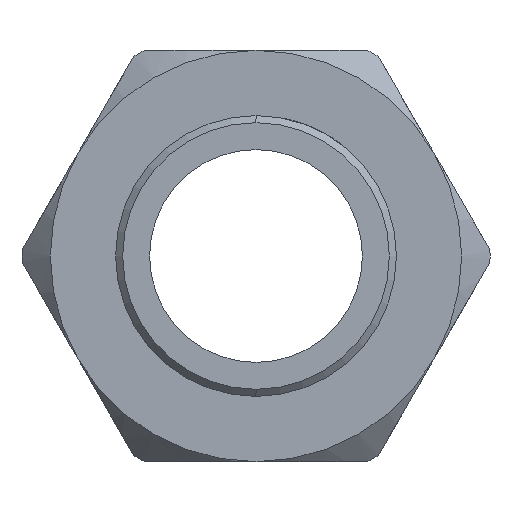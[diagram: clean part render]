
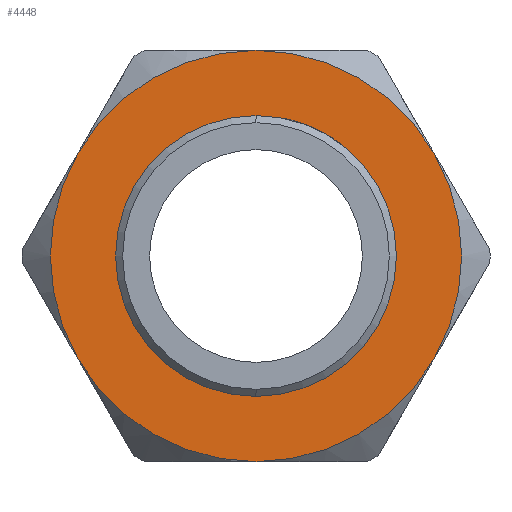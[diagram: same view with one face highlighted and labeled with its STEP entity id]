
A CAD part, left-side view. The second image highlights one B-rep face of the part: STEP entity #4448.
In plain terms, the highlighted planar face has unit normal (-1, 0, 0).
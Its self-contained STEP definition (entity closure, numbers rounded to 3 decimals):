
#90 = DIRECTION ( 'NONE',  ( 1., 0., 0. ) ) ;
#114 = AXIS2_PLACEMENT_3D ( 'NONE', #1484, #2627, #154 ) ;
#154 = DIRECTION ( 'NONE',  ( 0., 0., 1. ) ) ;
#249 = EDGE_CURVE ( 'NONE', #1556, #5229, #1300, .T. ) ;
#251 = ORIENTED_EDGE ( 'NONE', *, *, #3321, .T. ) ;
#285 = DIRECTION ( 'NONE',  ( -1., 0., 0. ) ) ;
#370 = CARTESIAN_POINT ( 'NONE',  ( 21.5, 0., 0. ) ) ;
#464 = AXIS2_PLACEMENT_3D ( 'NONE', #4474, #3005, #2045 ) ;
#512 = FACE_OUTER_BOUND ( 'NONE', #3675, .T. ) ;
#700 = EDGE_CURVE ( 'NONE', #3206, #4896, #3765, .T. ) ;
#899 = ORIENTED_EDGE ( 'NONE', *, *, #926, .T. ) ;
#926 = EDGE_CURVE ( 'NONE', #5147, #3206, #1563, .T. ) ;
#981 = AXIS2_PLACEMENT_3D ( 'NONE', #2131, #90, #1704 ) ;
#986 = ORIENTED_EDGE ( 'NONE', *, *, #3667, .F. ) ;
#1058 = DIRECTION ( 'NONE',  ( 0., 0., 1. ) ) ;
#1152 = AXIS2_PLACEMENT_3D ( 'NONE', #2271, #4411, #5194 ) ;
#1167 = DIRECTION ( 'NONE',  ( 0., 0., 1. ) ) ;
#1244 = CIRCLE ( 'NONE', #1835, 14.5 ) ;
#1300 = CIRCLE ( 'NONE', #114, 9.9 ) ;
#1312 = CARTESIAN_POINT ( 'NONE',  ( 21.5, 0., 14.5 ) ) ;
#1332 = CARTESIAN_POINT ( 'NONE',  ( 21.5, 0., -14.5 ) ) ;
#1334 = CARTESIAN_POINT ( 'NONE',  ( 21.5, 12.557, 7.25 ) ) ;
#1484 = CARTESIAN_POINT ( 'NONE',  ( 21.5, 0., 0. ) ) ;
#1556 = VERTEX_POINT ( 'NONE', #2698 ) ;
#1563 = CIRCLE ( 'NONE', #1653, 14.5 ) ;
#1653 = AXIS2_PLACEMENT_3D ( 'NONE', #4288, #3774, #2264 ) ;
#1661 = CIRCLE ( 'NONE', #2004, 9.9 ) ;
#1702 = VERTEX_POINT ( 'NONE', #1334 ) ;
#1704 = DIRECTION ( 'NONE',  ( 0., 0., -1. ) ) ;
#1835 = AXIS2_PLACEMENT_3D ( 'NONE', #4834, #3077, #1058 ) ;
#2004 = AXIS2_PLACEMENT_3D ( 'NONE', #2144, #3745, #3289 ) ;
#2015 = EDGE_LOOP ( 'NONE', ( #2442, #986 ) ) ;
#2045 = DIRECTION ( 'NONE',  ( 0., 0., 1. ) ) ;
#2048 = CARTESIAN_POINT ( 'NONE',  ( 21.5, 0., -9.9 ) ) ;
#2090 = AXIS2_PLACEMENT_3D ( 'NONE', #5232, #285, #1167 ) ;
#2131 = CARTESIAN_POINT ( 'NONE',  ( 21.5, 0., 0. ) ) ;
#2144 = CARTESIAN_POINT ( 'NONE',  ( 21.5, 0., 0. ) ) ;
#2264 = DIRECTION ( 'NONE',  ( 0., 0., 1. ) ) ;
#2271 = CARTESIAN_POINT ( 'NONE',  ( 21.5, 0., 0. ) ) ;
#2393 = ORIENTED_EDGE ( 'NONE', *, *, #5140, .T. ) ;
#2433 = CIRCLE ( 'NONE', #2090, 14.5 ) ;
#2442 = ORIENTED_EDGE ( 'NONE', *, *, #249, .F. ) ;
#2482 = PLANE ( 'NONE',  #981 ) ;
#2554 = FACE_BOUND ( 'NONE', #2015, .T. ) ;
#2583 = CIRCLE ( 'NONE', #3949, 14.5 ) ;
#2627 = DIRECTION ( 'NONE',  ( -1., 0., 0. ) ) ;
#2698 = CARTESIAN_POINT ( 'NONE',  ( 21.5, 0., 9.9 ) ) ;
#2904 = EDGE_CURVE ( 'NONE', #1702, #5147, #2583, .T. ) ;
#3005 = DIRECTION ( 'NONE',  ( -1., 0., 0. ) ) ;
#3077 = DIRECTION ( 'NONE',  ( -1., 0., 0. ) ) ;
#3206 = VERTEX_POINT ( 'NONE', #1332 ) ;
#3289 = DIRECTION ( 'NONE',  ( 0., 0., 1. ) ) ;
#3313 = CARTESIAN_POINT ( 'NONE',  ( 21.5, -12.557, 7.25 ) ) ;
#3321 = EDGE_CURVE ( 'NONE', #3689, #3942, #3525, .T. ) ;
#3420 = ORIENTED_EDGE ( 'NONE', *, *, #3911, .T. ) ;
#3525 = CIRCLE ( 'NONE', #1152, 14.5 ) ;
#3667 = EDGE_CURVE ( 'NONE', #5229, #1556, #1661, .T. ) ;
#3675 = EDGE_LOOP ( 'NONE', ( #899, #4052, #2393, #251, #3420, #4548 ) ) ;
#3689 = VERTEX_POINT ( 'NONE', #3313 ) ;
#3745 = DIRECTION ( 'NONE',  ( -1., 0., 0. ) ) ;
#3765 = CIRCLE ( 'NONE', #464, 14.5 ) ;
#3774 = DIRECTION ( 'NONE',  ( -1., 0., 0. ) ) ;
#3911 = EDGE_CURVE ( 'NONE', #3942, #1702, #2433, .T. ) ;
#3932 = CARTESIAN_POINT ( 'NONE',  ( 21.5, 12.557, -7.25 ) ) ;
#3942 = VERTEX_POINT ( 'NONE', #1312 ) ;
#3949 = AXIS2_PLACEMENT_3D ( 'NONE', #370, #4446, #4096 ) ;
#4052 = ORIENTED_EDGE ( 'NONE', *, *, #700, .T. ) ;
#4096 = DIRECTION ( 'NONE',  ( 0., 0., 1. ) ) ;
#4288 = CARTESIAN_POINT ( 'NONE',  ( 21.5, 0., 0. ) ) ;
#4411 = DIRECTION ( 'NONE',  ( -1., 0., 0. ) ) ;
#4446 = DIRECTION ( 'NONE',  ( -1., 0., 0. ) ) ;
#4448 = ADVANCED_FACE ( 'NONE', ( #2554, #512 ), #2482, .F. ) ;
#4474 = CARTESIAN_POINT ( 'NONE',  ( 21.5, 0., 0. ) ) ;
#4485 = CARTESIAN_POINT ( 'NONE',  ( 21.5, -12.557, -7.25 ) ) ;
#4548 = ORIENTED_EDGE ( 'NONE', *, *, #2904, .T. ) ;
#4834 = CARTESIAN_POINT ( 'NONE',  ( 21.5, 0., 0. ) ) ;
#4896 = VERTEX_POINT ( 'NONE', #4485 ) ;
#5140 = EDGE_CURVE ( 'NONE', #4896, #3689, #1244, .T. ) ;
#5147 = VERTEX_POINT ( 'NONE', #3932 ) ;
#5194 = DIRECTION ( 'NONE',  ( 0., 0., 1. ) ) ;
#5229 = VERTEX_POINT ( 'NONE', #2048 ) ;
#5232 = CARTESIAN_POINT ( 'NONE',  ( 21.5, 0., 0. ) ) ;
